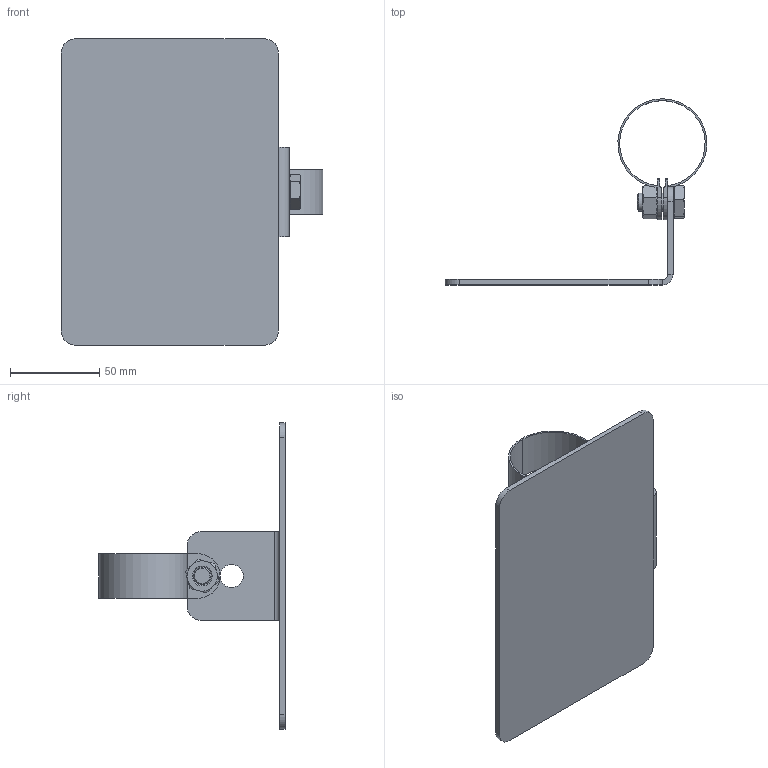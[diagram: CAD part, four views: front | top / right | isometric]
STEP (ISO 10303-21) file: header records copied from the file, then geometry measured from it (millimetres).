
FILE_DESCRIPTION (( 'STEP AP203' ), '1' );
FILE_NAME ('0174500004.STEP', '2026-02-18T13:17:18', ( '' ), ( '' ), 'SwSTEP 2.0', 'SolidWorks 2022', '' );
FILE_SCHEMA (( 'CONFIG_CONTROL_DESIGN' ));
Length unit declared in the file: millimetre
Products named in the file (1): 0174500004
Bounding box: 146.95 x 104.5 x 172 mm (x, y, z)
Volume: 80702.2 mm3; surface area: 61631.2 mm2
Topology: 4 solids, 4 shells, 105 faces, 250 edges, 155 vertices
Faces by surface type: plane 44, cylinder 32, cone 27, torus 2
Entity records: 3236 total; most frequent: CARTESIAN_POINT 707, DIRECTION 523, ORIENTED_EDGE 500, EDGE_CURVE 250, AXIS2_PLACEMENT_3D 203, VERTEX_POINT 155, LINE 117, VECTOR 117
